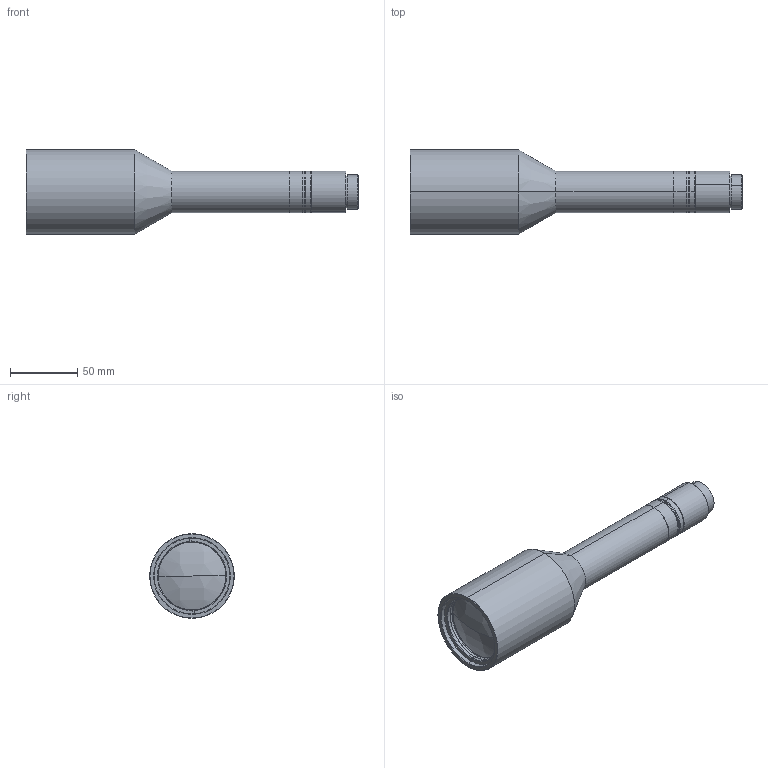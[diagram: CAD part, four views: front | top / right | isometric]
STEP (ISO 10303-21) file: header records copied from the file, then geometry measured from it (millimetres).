
FILE_DESCRIPTION (( 'STEP AP214' ), '1' );
FILE_NAME ('OTL17.6-10-300C.STEP', '2023-05-12T02:07:57', ( '' ), ( '' ), 'SwSTEP 2.0', 'SolidWorks 2022', '' );
FILE_SCHEMA (( 'AUTOMOTIVE_DESIGN' ));
Length unit declared in the file: millimetre
Products named in the file (1): OTL17.6-10-300C
Bounding box: 247.38 x 63 x 63 mm (x, y, z)
Volume: 221562.1 mm3; surface area: 81762.3 mm2
Topology: 19 solids, 19 shells, 283 faces, 613 edges, 388 vertices
Faces by surface type: cylinder 108, plane 75, cone 75, bspline 25
Entity records: 11757 total; most frequent: CARTESIAN_POINT 2030, DIRECTION 1463, ORIENTED_EDGE 1226, AXIS2_PLACEMENT_3D 621, EDGE_CURVE 613, VERTEX_POINT 388, CIRCLE 362, EDGE_LOOP 333
